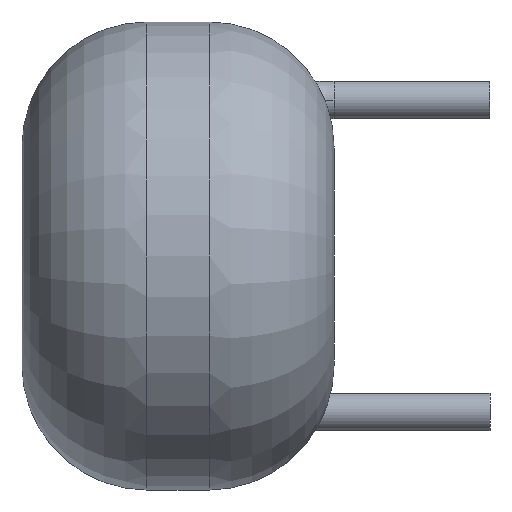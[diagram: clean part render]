
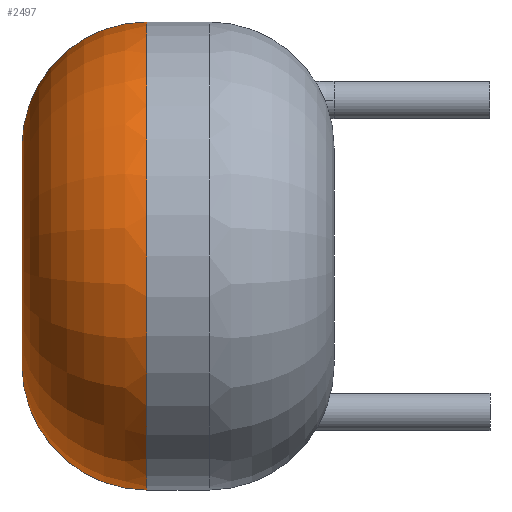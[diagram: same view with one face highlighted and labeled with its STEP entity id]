
A CAD part, left-side view. The second image highlights one B-rep face of the part: STEP entity #2497.
In plain terms, the highlighted toroidal (fillet/blend) face has major radius 1.75 mm and minor radius 2 mm.
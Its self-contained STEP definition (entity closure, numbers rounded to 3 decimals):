
#59 = ORIENTED_EDGE ( 'NONE', *, *, #1958, .F. ) ;
#83 = AXIS2_PLACEMENT_3D ( 'NONE', #3039, #1898, #688 ) ;
#137 = EDGE_CURVE ( 'NONE', #2007, #451, #612, .T. ) ;
#248 = ORIENTED_EDGE ( 'NONE', *, *, #2058, .T. ) ;
#278 = DIRECTION ( 'NONE',  ( 0., 0., -1. ) ) ;
#292 = AXIS2_PLACEMENT_3D ( 'NONE', #1233, #2612, #278 ) ;
#318 = DIRECTION ( 'NONE',  ( 0., 1., 0. ) ) ;
#388 = ORIENTED_EDGE ( 'NONE', *, *, #137, .F. ) ;
#451 = VERTEX_POINT ( 'NONE', #580 ) ;
#580 = CARTESIAN_POINT ( 'NONE',  ( 0., 5., 1.75 ) ) ;
#587 = FACE_OUTER_BOUND ( 'NONE', #911, .T. ) ;
#612 = CIRCLE ( 'NONE', #83, 1.75 ) ;
#632 = DIRECTION ( 'NONE',  ( 0., -1., 0. ) ) ;
#688 = DIRECTION ( 'NONE',  ( 0., 0., 1. ) ) ;
#719 = CARTESIAN_POINT ( 'NONE',  ( 0., 3., 1.75 ) ) ;
#813 = TOROIDAL_SURFACE ( 'NONE', #1796, 1.75, 2. ) ;
#911 = EDGE_LOOP ( 'NONE', ( #59, #2959, #248, #388 ) ) ;
#1081 = DIRECTION ( 'NONE',  ( 0., 0., 1. ) ) ;
#1227 = DIRECTION ( 'NONE',  ( 0., 0., 1. ) ) ;
#1233 = CARTESIAN_POINT ( 'NONE',  ( 0., 3., -1.75 ) ) ;
#1247 = DIRECTION ( 'NONE',  ( 0., 0., 1. ) ) ;
#1305 = CIRCLE ( 'NONE', #3043, 2. ) ;
#1406 = AXIS2_PLACEMENT_3D ( 'NONE', #2977, #632, #1081 ) ;
#1427 = CARTESIAN_POINT ( 'NONE',  ( 0., 5., -1.75 ) ) ;
#1470 = CARTESIAN_POINT ( 'NONE',  ( 0., 3., 3.75 ) ) ;
#1796 = AXIS2_PLACEMENT_3D ( 'NONE', #2385, #318, #1247 ) ;
#1855 = VERTEX_POINT ( 'NONE', #1470 ) ;
#1898 = DIRECTION ( 'NONE',  ( 0., 1., 0. ) ) ;
#1958 = EDGE_CURVE ( 'NONE', #2491, #2007, #2092, .T. ) ;
#2007 = VERTEX_POINT ( 'NONE', #1427 ) ;
#2058 = EDGE_CURVE ( 'NONE', #1855, #451, #1305, .T. ) ;
#2092 = CIRCLE ( 'NONE', #292, 2. ) ;
#2385 = CARTESIAN_POINT ( 'NONE',  ( 0., 3., 0. ) ) ;
#2469 = EDGE_CURVE ( 'NONE', #1855, #2491, #2800, .T. ) ;
#2491 = VERTEX_POINT ( 'NONE', #2998 ) ;
#2497 = ADVANCED_FACE ( 'NONE', ( #587 ), #813, .T. ) ;
#2612 = DIRECTION ( 'NONE',  ( 1., 0., 0. ) ) ;
#2800 = CIRCLE ( 'NONE', #1406, 3.75 ) ;
#2885 = DIRECTION ( 'NONE',  ( -1., 0., 0. ) ) ;
#2959 = ORIENTED_EDGE ( 'NONE', *, *, #2469, .F. ) ;
#2977 = CARTESIAN_POINT ( 'NONE',  ( 0., 3., 0. ) ) ;
#2998 = CARTESIAN_POINT ( 'NONE',  ( 0., 3., -3.75 ) ) ;
#3039 = CARTESIAN_POINT ( 'NONE',  ( 0., 5., 0. ) ) ;
#3043 = AXIS2_PLACEMENT_3D ( 'NONE', #719, #2885, #1227 ) ;
